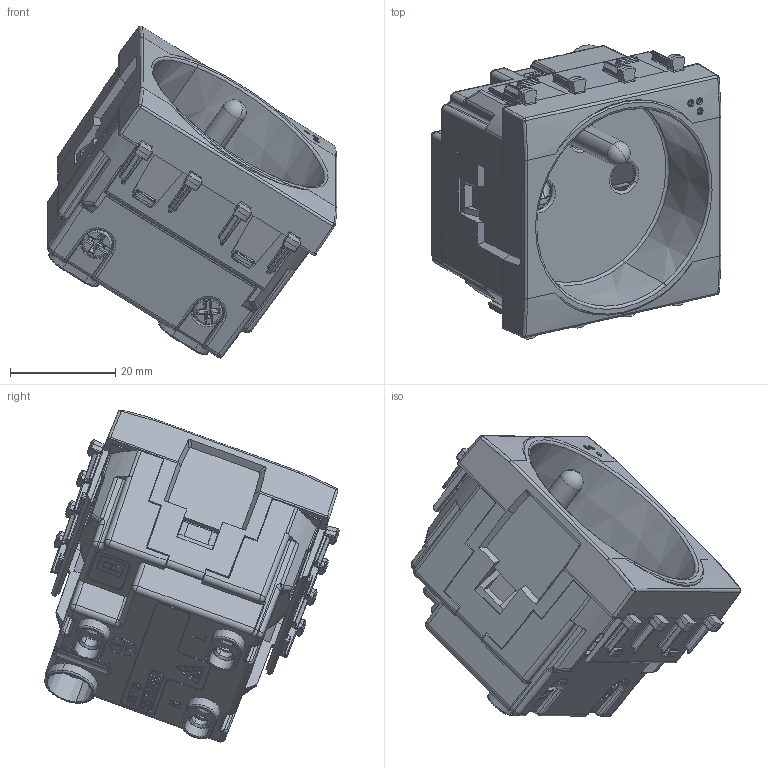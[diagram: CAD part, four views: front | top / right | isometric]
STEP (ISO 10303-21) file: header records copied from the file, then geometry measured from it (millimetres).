
FILE_DESCRIPTION(('CATIA V5 STEP Exchange'),'2;1');
FILE_NAME('441092TS.stp','2024-03-06T09:29:11+00:00',('none'),('none'),'CATIA Version 5-6 Release 2016 SP6','CATIA V5 STEP AP203','none');
FILE_SCHEMA(('CONFIG_CONTROL_DESIGN'));
Products named in the file (1): 441092TS
Assembly tree (12 placements, depth 2):
  441092TS
    #57
    #53503
    #90750
    #96860  x3
    #98773
    #99981  x3
    #100834
    #111488
Bounding box: 55.17 x 56.04 x 63.19 mm (x, y, z)
Volume: 19285.5 mm3; surface area: 31545.6 mm2
Topology: 13 solids, 13 shells, 3285 faces, 9071 edges, 5737 vertices
Faces by surface type: plane 1821, cylinder 780, cone 245, bspline 203, sphere 111, torus 93, extrusion 32
Entity records: 117593 total; most frequent: CARTESIAN_POINT 46421, ORIENTED_EDGE 16988, DIRECTION 10873, EDGE_CURVE 8494, VERTEX_POINT 5443, VECTOR 4807, LINE 4775, AXIS2_PLACEMENT_3D 3700
